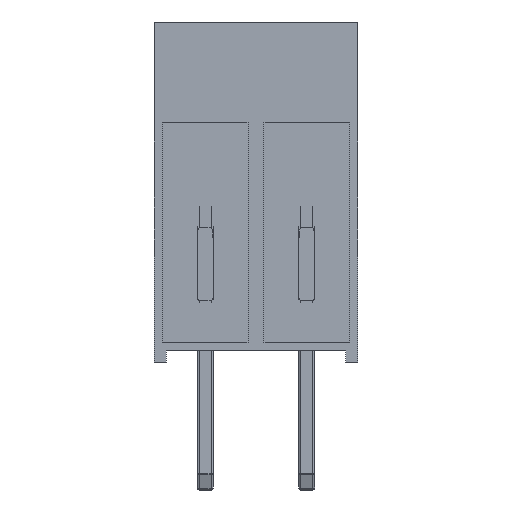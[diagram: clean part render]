
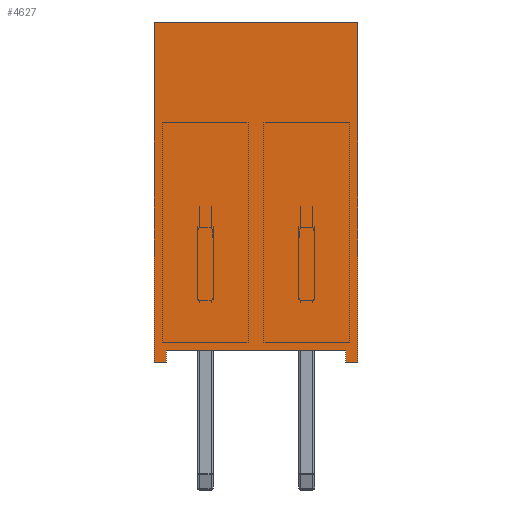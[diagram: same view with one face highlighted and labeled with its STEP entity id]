
A CAD part, left-side view. The second image highlights one B-rep face of the part: STEP entity #4627.
In plain terms, the highlighted planar face has unit normal (-1, 0, 0).
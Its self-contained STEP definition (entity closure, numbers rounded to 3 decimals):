
#654=FACE_OUTER_BOUND('',#944,.T.);
#944=EDGE_LOOP('',(#3004,#3005,#3006,#3007,#3008,#3009,#3010,#3011));
#1266=LINE('',#7209,#1614);
#1267=LINE('',#7212,#1615);
#1269=LINE('',#7216,#1617);
#1270=LINE('',#7218,#1618);
#1271=LINE('',#7220,#1619);
#1272=LINE('',#7222,#1620);
#1273=LINE('',#7224,#1621);
#1274=LINE('',#7225,#1622);
#1614=VECTOR('',#5616,10.);
#1615=VECTOR('',#5619,10.);
#1617=VECTOR('',#5623,10.);
#1618=VECTOR('',#5624,10.);
#1619=VECTOR('',#5625,10.);
#1620=VECTOR('',#5626,10.);
#1621=VECTOR('',#5627,10.);
#1622=VECTOR('',#5628,10.);
#1960=VERTEX_POINT('',#7205);
#1961=VERTEX_POINT('',#7207);
#1962=VERTEX_POINT('',#7211);
#1963=VERTEX_POINT('',#7215);
#1964=VERTEX_POINT('',#7217);
#1965=VERTEX_POINT('',#7219);
#1966=VERTEX_POINT('',#7221);
#1967=VERTEX_POINT('',#7223);
#2338=EDGE_CURVE('',#1960,#1961,#1266,.T.);
#2339=EDGE_CURVE('',#1962,#1960,#1267,.T.);
#2341=EDGE_CURVE('',#1961,#1963,#1269,.T.);
#2342=EDGE_CURVE('',#1963,#1964,#1270,.T.);
#2343=EDGE_CURVE('',#1964,#1965,#1271,.T.);
#2344=EDGE_CURVE('',#1965,#1966,#1272,.T.);
#2345=EDGE_CURVE('',#1967,#1966,#1273,.T.);
#2346=EDGE_CURVE('',#1962,#1967,#1274,.T.);
#3004=ORIENTED_EDGE('',*,*,#2341,.T.);
#3005=ORIENTED_EDGE('',*,*,#2342,.T.);
#3006=ORIENTED_EDGE('',*,*,#2343,.T.);
#3007=ORIENTED_EDGE('',*,*,#2344,.T.);
#3008=ORIENTED_EDGE('',*,*,#2345,.F.);
#3009=ORIENTED_EDGE('',*,*,#2346,.F.);
#3010=ORIENTED_EDGE('',*,*,#2339,.T.);
#3011=ORIENTED_EDGE('',*,*,#2338,.T.);
#4298=PLANE('',#4971);
#4627=ADVANCED_FACE('',(#654),#4298,.T.);
#4971=AXIS2_PLACEMENT_3D('',#7214,#5621,#5622);
#5616=DIRECTION('',(0.,0.,1.));
#5619=DIRECTION('',(0.,-1.,0.));
#5621=DIRECTION('center_axis',(-1.,0.,0.));
#5622=DIRECTION('ref_axis',(0.,-1.,0.));
#5623=DIRECTION('',(0.,-1.,0.));
#5624=DIRECTION('',(0.,0.,-1.));
#5625=DIRECTION('',(0.,-1.,0.));
#5626=DIRECTION('',(0.,0.,1.));
#5627=DIRECTION('',(0.,-1.,0.));
#5628=DIRECTION('',(0.,0.,1.));
#7205=CARTESIAN_POINT('',(-1.27,3.51,0.));
#7207=CARTESIAN_POINT('',(-1.27,3.51,0.3));
#7209=CARTESIAN_POINT('',(-1.27,3.51,0.));
#7211=CARTESIAN_POINT('',(-1.27,3.81,0.));
#7212=CARTESIAN_POINT('',(-1.27,3.81,0.));
#7214=CARTESIAN_POINT('Origin',(-1.27,1.27,0.));
#7215=CARTESIAN_POINT('',(-1.27,-0.97,0.3));
#7216=CARTESIAN_POINT('',(-1.27,1.27,0.3));
#7217=CARTESIAN_POINT('',(-1.27,-0.97,0.));
#7218=CARTESIAN_POINT('',(-1.27,-0.97,0.));
#7219=CARTESIAN_POINT('',(-1.27,-1.27,0.));
#7220=CARTESIAN_POINT('',(-1.27,1.27,0.));
#7221=CARTESIAN_POINT('',(-1.27,-1.27,8.5));
#7222=CARTESIAN_POINT('',(-1.27,-1.27,0.));
#7223=CARTESIAN_POINT('',(-1.27,3.81,8.5));
#7224=CARTESIAN_POINT('',(-1.27,3.81,8.5));
#7225=CARTESIAN_POINT('',(-1.27,3.81,0.));
